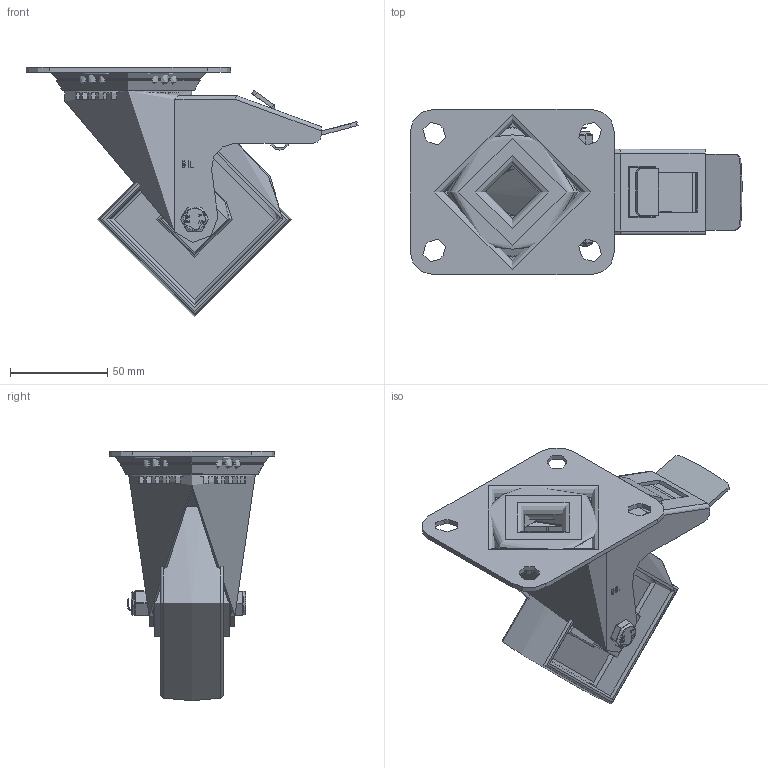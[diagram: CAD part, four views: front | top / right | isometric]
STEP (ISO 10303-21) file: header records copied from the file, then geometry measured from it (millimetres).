
FILE_DESCRIPTION(/* description */ ('','CAx-IF Rec.Pracs.---Representation and Presentation of Product Manufacturing Information (PMI)---4.0---2014-10-13'),/* implementation_level */ '2;1');
FILE_NAME(/* name */ 'BZMM100PLBSWB32.step',/* time_stamp */ '2024-12-16T09:24:30Z',/* author */ (''),/* organization */ (''),/* preprocessor_version */ 'ST-DEVELOPER v20',/* originating_system */ 'Autodesk Translation Framework v13.20.0.188',/* authorisation */ '');
FILE_SCHEMA (('AP242_MANAGED_MODEL_BASED_3D_ENGINEERING_MIM_LF { 1 0 10303 442 1 1 4 }'));
Length unit declared in the file: millimetre
Products named in the file (25): BZMM100PLBSWB/32; BZMM100ASSWB v1; ZINC PLATED, PRESSED STEEL TOP PLATE; ZINC PLATED, PRESSED STEEL TOP PLATE Geometry; BALL BEARINGS; Component1; ZINC PLATED, PRESSED STEEL FORKS; BEARING SEAL; ZINC PLATED, PRESSED STEEL BRAKE PEDAL; BRAKE PAD; BZML100WPL20 v1; POLYPROPYLENE WHEEL; RBM12X20X40 v1; NYLON BEARING; NYLON CAGE; RIBS; Component4; TUBEM12X40 v1; ZINC PLATED STEEL TUBE; HEXBOLTM8X55Z8.8 v2; GRADE 8.8 ZINC PLATED BOLT; NYLOCM8Z v1; NYLOC NUT; NUT; RUBBER
Assembly tree (54 placements, depth 5):
  BZMM100PLBSWB/32
    BZMM100ASSWB v1
      ZINC PLATED, PRESSED STEEL TOP PLATE
        ZINC PLATED, PRESSED STEEL TOP PLATE Geometry
        BALL BEARINGS
          Component1  x24
      ZINC PLATED, PRESSED STEEL FORKS
      BEARING SEAL
      ZINC PLATED, PRESSED STEEL BRAKE PEDAL
      BRAKE PAD
    BZML100WPL20 v1
      POLYPROPYLENE WHEEL
    RBM12X20X40 v1
      NYLON BEARING
        NYLON CAGE
        RIBS
          Component4  x8
    TUBEM12X40 v1
      ZINC PLATED STEEL TUBE
    HEXBOLTM8X55Z8.8 v2
      GRADE 8.8 ZINC PLATED BOLT
    NYLOCM8Z v1
      NYLOC NUT
        NUT
        RUBBER
Bounding box: 170.42 x 85 x 128 mm (x, y, z)
Volume: 186528.5 mm3; surface area: 119634.3 mm2
Topology: 43 solids, 43 shells, 648 faces, 1682 edges, 1073 vertices
Faces by surface type: plane 345, cylinder 183, sphere 48, bspline 39, torus 22, cone 11
Full cylindrical faces by diameter (mm): 0.664 x2, 4 x8, 6.446 x7, 7.866 x13, 8 x3, 8.2 x2, 8.4 x1, 8.6 x2, 11.5 x1, 11.9 x1, 12.1 x1, 12.5 x1, 19.5 x1, 20.5 x1, 27.5 x1, 31.5 x1, 56 x2, 61 x1, 65 x1
Entity records: 25294 total; most frequent: CARTESIAN_POINT 9548, ORIENTED_EDGE 3168, DIRECTION 3131, EDGE_CURVE 1584, AXIS2_PLACEMENT_3D 1081, VERTEX_POINT 1013, LINE 969, VECTOR 969
